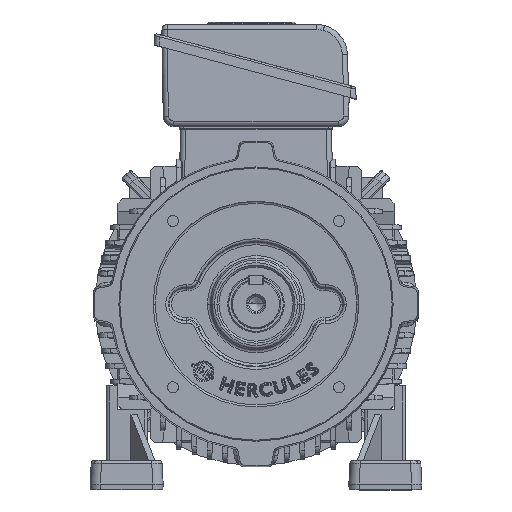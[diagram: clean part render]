
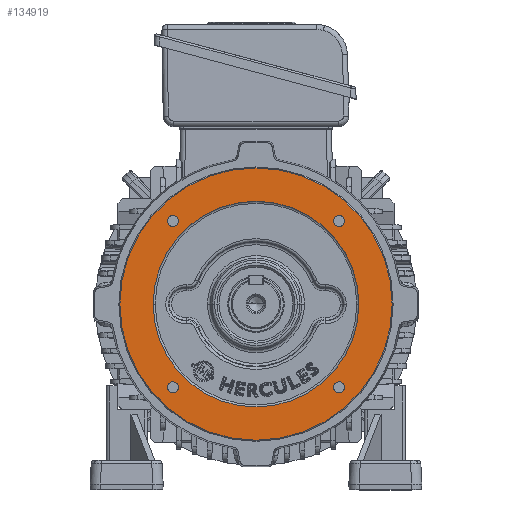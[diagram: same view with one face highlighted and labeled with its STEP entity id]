
A CAD part, top view. The second image highlights one B-rep face of the part: STEP entity #134919.
In plain terms, the highlighted face is planar.
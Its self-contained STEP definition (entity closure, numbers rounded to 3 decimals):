
#2255 = VERTEX_POINT ( 'NONE', #64829 ) ;
#2634 = PLANE ( 'NONE',  #131632 ) ;
#2848 = EDGE_LOOP ( 'NONE', ( #144657, #70270 ) ) ;
#3374 = FACE_OUTER_BOUND ( 'NONE', #35363, .T. ) ;
#4141 = FACE_BOUND ( 'NONE', #138913, .T. ) ;
#5813 = DIRECTION ( 'NONE',  ( -1., 0., 0. ) ) ;
#6896 = CARTESIAN_POINT ( 'NONE',  ( -11., -80.822, 75.464 ) ) ;
#7378 = CIRCLE ( 'NONE', #57785, 5.358 ) ;
#9507 = VERTEX_POINT ( 'NONE', #120391 ) ;
#10405 = DIRECTION ( 'NONE',  ( -1., 0., 0. ) ) ;
#10615 = AXIS2_PLACEMENT_3D ( 'NONE', #69754, #124695, #57731 ) ;
#15081 = DIRECTION ( 'NONE',  ( 0., 0., 1. ) ) ;
#16784 = EDGE_CURVE ( 'NONE', #95774, #123923, #103599, .T. ) ;
#17399 = EDGE_CURVE ( 'NONE', #123923, #95774, #22201, .T. ) ;
#17857 = CARTESIAN_POINT ( 'NONE',  ( -11., 0., 0. ) ) ;
#19200 = CARTESIAN_POINT ( 'NONE',  ( -11., 0., 0. ) ) ;
#19342 = DIRECTION ( 'NONE',  ( 0., 0., 1. ) ) ;
#19477 = CIRCLE ( 'NONE', #122718, 5.358 ) ;
#19862 = CARTESIAN_POINT ( 'NONE',  ( -11., 0., -132.35 ) ) ;
#21210 = ORIENTED_EDGE ( 'NONE', *, *, #43045, .F. ) ;
#22201 = CIRCLE ( 'NONE', #36559, 5.358 ) ;
#26354 = ORIENTED_EDGE ( 'NONE', *, *, #67946, .F. ) ;
#27667 = DIRECTION ( 'NONE',  ( 0., 0., 1. ) ) ;
#27685 = ORIENTED_EDGE ( 'NONE', *, *, #109715, .F. ) ;
#27767 = AXIS2_PLACEMENT_3D ( 'NONE', #64487, #133637, #19342 ) ;
#31531 = DIRECTION ( 'NONE',  ( 0., 0., 1. ) ) ;
#32395 = CARTESIAN_POINT ( 'NONE',  ( -11., 80.822, -80.822 ) ) ;
#32964 = EDGE_CURVE ( 'NONE', #9507, #93362, #63850, .T. ) ;
#33319 = CARTESIAN_POINT ( 'NONE',  ( -11., -80.822, -80.822 ) ) ;
#33593 = AXIS2_PLACEMENT_3D ( 'NONE', #32395, #42931, #134628 ) ;
#33976 = ORIENTED_EDGE ( 'NONE', *, *, #55993, .F. ) ;
#35363 = EDGE_LOOP ( 'NONE', ( #104251, #61871 ) ) ;
#36240 = DIRECTION ( 'NONE',  ( -1., 0., 0. ) ) ;
#36559 = AXIS2_PLACEMENT_3D ( 'NONE', #33319, #58798, #115891 ) ;
#36767 = CARTESIAN_POINT ( 'NONE',  ( -11., 80.822, 80.822 ) ) ;
#39031 = ORIENTED_EDGE ( 'NONE', *, *, #17399, .F. ) ;
#42527 = DIRECTION ( 'NONE',  ( 0., 0., 1. ) ) ;
#42931 = DIRECTION ( 'NONE',  ( -1., 0., 0. ) ) ;
#43045 = EDGE_CURVE ( 'NONE', #140813, #55375, #19477, .T. ) ;
#48527 = CARTESIAN_POINT ( 'NONE',  ( -11., 133.35, 0. ) ) ;
#50854 = AXIS2_PLACEMENT_3D ( 'NONE', #134513, #10405, #31531 ) ;
#51718 = VERTEX_POINT ( 'NONE', #55722 ) ;
#52870 = CARTESIAN_POINT ( 'NONE',  ( -11., 0., 0. ) ) ;
#54369 = DIRECTION ( 'NONE',  ( -1., 0., 0. ) ) ;
#55375 = VERTEX_POINT ( 'NONE', #101167 ) ;
#55722 = CARTESIAN_POINT ( 'NONE',  ( -11., 80.822, 75.464 ) ) ;
#55993 = EDGE_CURVE ( 'NONE', #55375, #140813, #137910, .T. ) ;
#57731 = DIRECTION ( 'NONE',  ( 0., 0., 1. ) ) ;
#57785 = AXIS2_PLACEMENT_3D ( 'NONE', #36767, #59328, #81123 ) ;
#57849 = ORIENTED_EDGE ( 'NONE', *, *, #82254, .F. ) ;
#58047 = VERTEX_POINT ( 'NONE', #110321 ) ;
#58798 = DIRECTION ( 'NONE',  ( -1., 0., 0. ) ) ;
#59328 = DIRECTION ( 'NONE',  ( -1., 0., 0. ) ) ;
#60759 = ORIENTED_EDGE ( 'NONE', *, *, #16784, .F. ) ;
#61871 = ORIENTED_EDGE ( 'NONE', *, *, #136116, .T. ) ;
#62531 = CIRCLE ( 'NONE', #146607, 5.358 ) ;
#63850 = CIRCLE ( 'NONE', #27767, 100. ) ;
#64487 = CARTESIAN_POINT ( 'NONE',  ( -11., 0., 0. ) ) ;
#64829 = CARTESIAN_POINT ( 'NONE',  ( -11., 80.822, -75.464 ) ) ;
#64967 = CIRCLE ( 'NONE', #115322, 5.358 ) ;
#67184 = CIRCLE ( 'NONE', #33593, 5.358 ) ;
#67497 = DIRECTION ( 'NONE',  ( -1., 0., 0. ) ) ;
#67946 = EDGE_CURVE ( 'NONE', #2255, #58047, #67184, .T. ) ;
#68914 = EDGE_CURVE ( 'NONE', #51718, #104713, #62531, .T. ) ;
#69754 = CARTESIAN_POINT ( 'NONE',  ( -11., -80.822, 80.822 ) ) ;
#70270 = ORIENTED_EDGE ( 'NONE', *, *, #32964, .F. ) ;
#71541 = CARTESIAN_POINT ( 'NONE',  ( -11., 80.822, 80.822 ) ) ;
#75604 = DIRECTION ( 'NONE',  ( -1., 0., 0. ) ) ;
#75911 = EDGE_CURVE ( 'NONE', #99798, #100861, #135527, .T. ) ;
#81123 = DIRECTION ( 'NONE',  ( 0., 0., 1. ) ) ;
#82254 = EDGE_CURVE ( 'NONE', #104713, #51718, #7378, .T. ) ;
#82766 = DIRECTION ( 'NONE',  ( -1., 0., 0. ) ) ;
#83494 = CARTESIAN_POINT ( 'NONE',  ( -11., -80.822, 80.822 ) ) ;
#83829 = DIRECTION ( 'NONE',  ( -1., 0., 0. ) ) ;
#84282 = DIRECTION ( 'NONE',  ( 0., 0., 1. ) ) ;
#84578 = DIRECTION ( 'NONE',  ( 0., 0., 1. ) ) ;
#89278 = DIRECTION ( 'NONE',  ( 0., 0., 1. ) ) ;
#90005 = CARTESIAN_POINT ( 'NONE',  ( -11., 80.822, -80.822 ) ) ;
#92595 = EDGE_CURVE ( 'NONE', #93362, #9507, #135821, .T. ) ;
#93362 = VERTEX_POINT ( 'NONE', #117469 ) ;
#95774 = VERTEX_POINT ( 'NONE', #98768 ) ;
#98094 = CARTESIAN_POINT ( 'NONE',  ( -11., 80.822, 86.18 ) ) ;
#98210 = AXIS2_PLACEMENT_3D ( 'NONE', #19200, #75604, #42527 ) ;
#98671 = DIRECTION ( 'NONE',  ( 0., 0., 1. ) ) ;
#98768 = CARTESIAN_POINT ( 'NONE',  ( -11., -80.822, -75.464 ) ) ;
#99798 = VERTEX_POINT ( 'NONE', #19862 ) ;
#100861 = VERTEX_POINT ( 'NONE', #126011 ) ;
#101167 = CARTESIAN_POINT ( 'NONE',  ( -11., -80.822, 86.18 ) ) ;
#102830 = CARTESIAN_POINT ( 'NONE',  ( -11., -80.822, -86.18 ) ) ;
#103599 = CIRCLE ( 'NONE', #50854, 5.358 ) ;
#104251 = ORIENTED_EDGE ( 'NONE', *, *, #75911, .T. ) ;
#104713 = VERTEX_POINT ( 'NONE', #98094 ) ;
#109715 = EDGE_CURVE ( 'NONE', #58047, #2255, #64967, .T. ) ;
#110321 = CARTESIAN_POINT ( 'NONE',  ( -11., 80.822, -86.18 ) ) ;
#111485 = AXIS2_PLACEMENT_3D ( 'NONE', #52870, #54369, #98671 ) ;
#114489 = EDGE_LOOP ( 'NONE', ( #57849, #115996 ) ) ;
#115322 = AXIS2_PLACEMENT_3D ( 'NONE', #90005, #67497, #89278 ) ;
#115891 = DIRECTION ( 'NONE',  ( 0., 0., 1. ) ) ;
#115996 = ORIENTED_EDGE ( 'NONE', *, *, #68914, .F. ) ;
#116926 = FACE_BOUND ( 'NONE', #114489, .T. ) ;
#117469 = CARTESIAN_POINT ( 'NONE',  ( -11., 0., -100. ) ) ;
#119169 = FACE_BOUND ( 'NONE', #2848, .T. ) ;
#120391 = CARTESIAN_POINT ( 'NONE',  ( -11., 0., 100. ) ) ;
#122718 = AXIS2_PLACEMENT_3D ( 'NONE', #83494, #82766, #15081 ) ;
#123875 = EDGE_LOOP ( 'NONE', ( #26354, #27685 ) ) ;
#123923 = VERTEX_POINT ( 'NONE', #102830 ) ;
#124695 = DIRECTION ( 'NONE',  ( -1., 0., 0. ) ) ;
#126011 = CARTESIAN_POINT ( 'NONE',  ( -11., 0., 132.35 ) ) ;
#128100 = EDGE_LOOP ( 'NONE', ( #33976, #21210 ) ) ;
#128575 = AXIS2_PLACEMENT_3D ( 'NONE', #17857, #5813, #27667 ) ;
#130469 = FACE_BOUND ( 'NONE', #123875, .T. ) ;
#131632 = AXIS2_PLACEMENT_3D ( 'NONE', #48527, #83829, #84578 ) ;
#133637 = DIRECTION ( 'NONE',  ( -1., 0., 0. ) ) ;
#134513 = CARTESIAN_POINT ( 'NONE',  ( -11., -80.822, -80.822 ) ) ;
#134628 = DIRECTION ( 'NONE',  ( 0., 0., 1. ) ) ;
#134919 = ADVANCED_FACE ( 'NONE', ( #3374, #130469, #116926, #141745, #4141, #119169 ), #2634, .T. ) ;
#135527 = CIRCLE ( 'NONE', #111485, 132.35 ) ;
#135821 = CIRCLE ( 'NONE', #128575, 100. ) ;
#136116 = EDGE_CURVE ( 'NONE', #100861, #99798, #139022, .T. ) ;
#137910 = CIRCLE ( 'NONE', #10615, 5.358 ) ;
#138913 = EDGE_LOOP ( 'NONE', ( #60759, #39031 ) ) ;
#139022 = CIRCLE ( 'NONE', #98210, 132.35 ) ;
#140813 = VERTEX_POINT ( 'NONE', #6896 ) ;
#141745 = FACE_BOUND ( 'NONE', #128100, .T. ) ;
#144657 = ORIENTED_EDGE ( 'NONE', *, *, #92595, .F. ) ;
#146607 = AXIS2_PLACEMENT_3D ( 'NONE', #71541, #36240, #84282 ) ;
